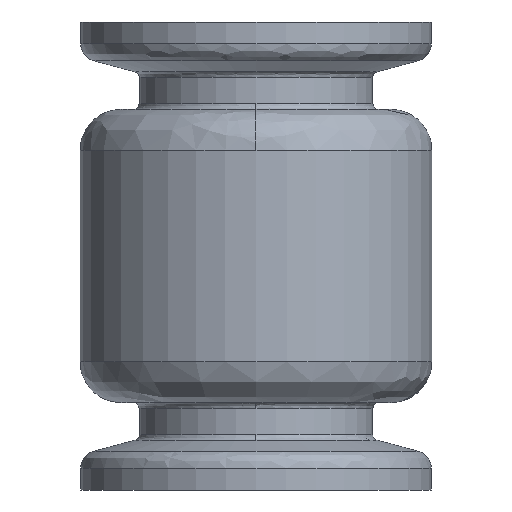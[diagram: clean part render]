
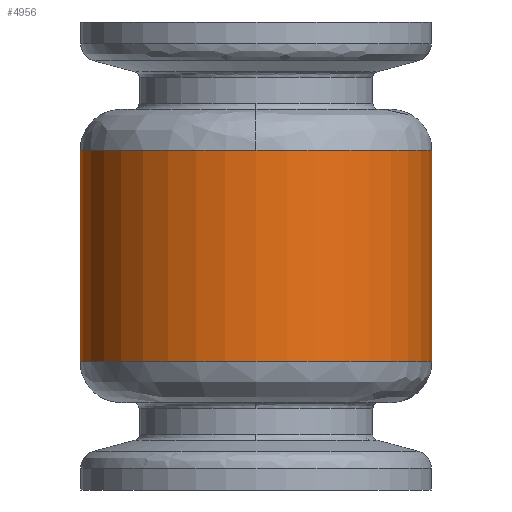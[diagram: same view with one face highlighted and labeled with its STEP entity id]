
A CAD part, front view. The second image highlights one B-rep face of the part: STEP entity #4956.
In plain terms, the highlighted cylindrical face has radius 15 mm (diameter 30 mm), a partial arc.
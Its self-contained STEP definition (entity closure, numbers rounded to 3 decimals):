
#265 = EDGE_CURVE ( 'NONE', #9130, #11891, #8610, .T. ) ;
#783 = EDGE_CURVE ( 'NONE', #9450, #9130, #7126, .T. ) ;
#961 = ORIENTED_EDGE ( 'NONE', *, *, #10939, .T. ) ;
#1105 = DIRECTION ( 'NONE',  ( 0., 0., 1. ) ) ;
#1344 = ORIENTED_EDGE ( 'NONE', *, *, #6684, .T. ) ;
#1907 = LINE ( 'NONE', #5160, #4339 ) ;
#1933 = CYLINDRICAL_SURFACE ( 'NONE', #3998, 15. ) ;
#2002 = EDGE_CURVE ( 'NONE', #6369, #9450, #1907, .T. ) ;
#2015 = VERTEX_POINT ( 'NONE', #12432 ) ;
#2403 = DIRECTION ( 'NONE',  ( 0., 0., 1. ) ) ;
#3121 = DIRECTION ( 'NONE',  ( 0., 0., 1. ) ) ;
#3267 = AXIS2_PLACEMENT_3D ( 'NONE', #8655, #2403, #9690 ) ;
#3938 = DIRECTION ( 'NONE',  ( 0., 0., -1. ) ) ;
#3998 = AXIS2_PLACEMENT_3D ( 'NONE', #13444, #3121, #10290 ) ;
#4339 = VECTOR ( 'NONE', #11345, 1000. ) ;
#4537 = CIRCLE ( 'NONE', #5779, 15. ) ;
#4722 = ORIENTED_EDGE ( 'NONE', *, *, #783, .T. ) ;
#4956 = ADVANCED_FACE ( 'NONE', ( #7796 ), #1933, .T. ) ;
#5160 = CARTESIAN_POINT ( 'NONE',  ( -15., -31., 0. ) ) ;
#5230 = DIRECTION ( 'NONE',  ( 0., 0., -1. ) ) ;
#5779 = AXIS2_PLACEMENT_3D ( 'NONE', #10146, #3938, #11155 ) ;
#5841 = VECTOR ( 'NONE', #1105, 1000. ) ;
#6369 = VERTEX_POINT ( 'NONE', #12526 ) ;
#6684 = EDGE_CURVE ( 'NONE', #11891, #2015, #13259, .T. ) ;
#6857 = CARTESIAN_POINT ( 'NONE',  ( 15., -31., -9. ) ) ;
#6926 = CARTESIAN_POINT ( 'NONE',  ( -15., -31., -9. ) ) ;
#7126 = CIRCLE ( 'NONE', #3267, 15. ) ;
#7232 = AXIS2_PLACEMENT_3D ( 'NONE', #11411, #5230, #12450 ) ;
#7796 = FACE_OUTER_BOUND ( 'NONE', #13375, .T. ) ;
#8610 = LINE ( 'NONE', #12477, #5841 ) ;
#8655 = CARTESIAN_POINT ( 'NONE',  ( 0., -31., -9. ) ) ;
#9130 = VERTEX_POINT ( 'NONE', #6857 ) ;
#9450 = VERTEX_POINT ( 'NONE', #6926 ) ;
#9690 = DIRECTION ( 'NONE',  ( 1., 0., 0. ) ) ;
#9879 = ORIENTED_EDGE ( 'NONE', *, *, #2002, .T. ) ;
#10146 = CARTESIAN_POINT ( 'NONE',  ( 0., -31., 9. ) ) ;
#10290 = DIRECTION ( 'NONE',  ( 1., 0., 0. ) ) ;
#10939 = EDGE_CURVE ( 'NONE', #2015, #6369, #4537, .T. ) ;
#10950 = CARTESIAN_POINT ( 'NONE',  ( 15., -31., 9. ) ) ;
#11095 = ORIENTED_EDGE ( 'NONE', *, *, #265, .T. ) ;
#11155 = DIRECTION ( 'NONE',  ( 1., 0., 0. ) ) ;
#11345 = DIRECTION ( 'NONE',  ( 0., 0., -1. ) ) ;
#11411 = CARTESIAN_POINT ( 'NONE',  ( 0., -31., 9. ) ) ;
#11891 = VERTEX_POINT ( 'NONE', #10950 ) ;
#12432 = CARTESIAN_POINT ( 'NONE',  ( 0., -46., 9. ) ) ;
#12450 = DIRECTION ( 'NONE',  ( 1., 0., 0. ) ) ;
#12477 = CARTESIAN_POINT ( 'NONE',  ( 15., -31., 0. ) ) ;
#12526 = CARTESIAN_POINT ( 'NONE',  ( -15., -31., 9. ) ) ;
#13259 = CIRCLE ( 'NONE', #7232, 15. ) ;
#13375 = EDGE_LOOP ( 'NONE', ( #9879, #4722, #11095, #1344, #961 ) ) ;
#13444 = CARTESIAN_POINT ( 'NONE',  ( 0., -31., 0. ) ) ;
